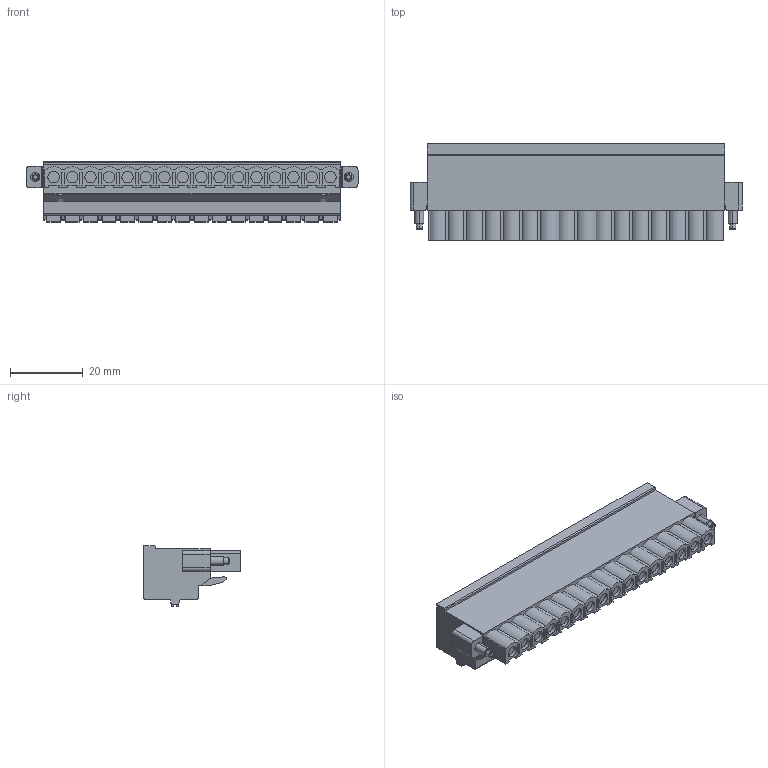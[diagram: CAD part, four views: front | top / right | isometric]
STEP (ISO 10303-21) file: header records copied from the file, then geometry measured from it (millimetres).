
FILE_DESCRIPTION((''),'2;1');
FILE_NAME('3333','2024-09-27T13:37:20',('tluser'),(''),'CREO PARAMETRIC BY PTC INC, 2018100','CREO PARAMETRIC BY PTC INC, 2018100','');
FILE_SCHEMA(('CONFIG_CONTROL_DESIGN'));
Length unit declared in the file: millimetre
Products named in the file (1): 3333
Bounding box: 91.44 x 26.6 x 16.71 mm (x, y, z)
Volume: 22960.6 mm3; surface area: 9684.7 mm2
Topology: 1 solids, 1 shells, 956 faces, 2457 edges, 1634 vertices
Faces by surface type: plane 639, cylinder 309, cone 4, torus 4
Entity records: 29057 total; most frequent: CARTESIAN_POINT 5047, DIRECTION 5003, ORIENTED_EDGE 4914, EDGE_CURVE 2457, VECTOR 1823, LINE 1823, VERTEX_POINT 1634, AXIS2_PLACEMENT_3D 1590
